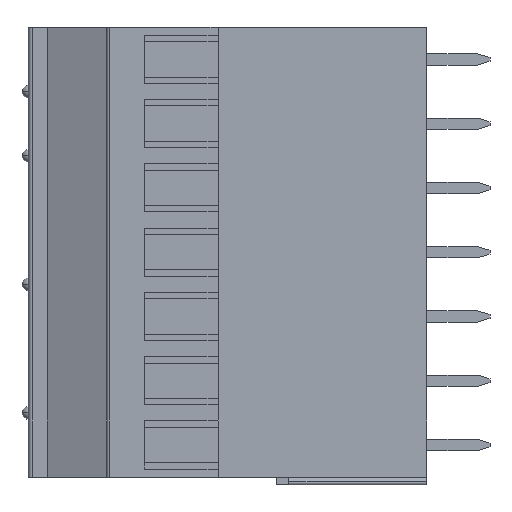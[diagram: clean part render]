
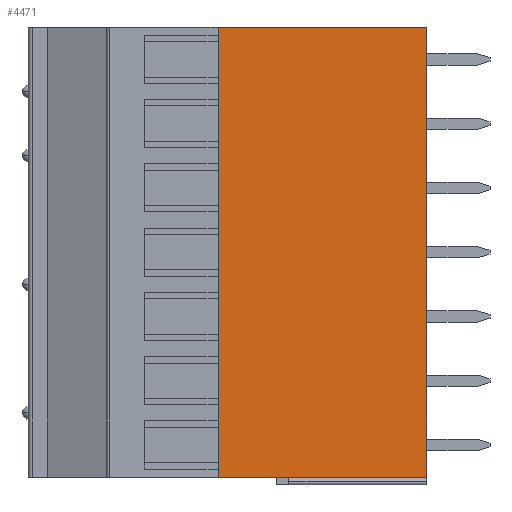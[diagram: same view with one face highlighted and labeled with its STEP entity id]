
A CAD part, left-side view. The second image highlights one B-rep face of the part: STEP entity #4471.
In plain terms, the highlighted planar face has unit normal (-1, 0, 0).
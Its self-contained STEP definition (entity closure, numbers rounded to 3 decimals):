
#40=DIRECTION('',(0.,-1.,0.));
#41=VECTOR('',#40,16.5);
#42=CARTESIAN_POINT('',(-5.55,0.75,33.02));
#43=LINE('',#42,#41);
#156=DIRECTION('',(0.,0.,-1.));
#157=VECTOR('',#156,35.56);
#158=CARTESIAN_POINT('',(-5.55,-15.75,33.02));
#159=LINE('',#158,#157);
#620=DIRECTION('',(0.,0.,-1.));
#621=VECTOR('',#620,35.56);
#622=CARTESIAN_POINT('',(-5.55,0.75,33.02));
#623=LINE('',#622,#621);
#688=DIRECTION('',(0.,-1.,0.));
#689=VECTOR('',#688,16.5);
#690=CARTESIAN_POINT('',(-5.55,0.75,-2.54));
#691=LINE('',#690,#689);
#2922=CARTESIAN_POINT('',(-5.55,0.75,33.02));
#2923=CARTESIAN_POINT('',(-5.55,-15.75,33.02));
#2924=VERTEX_POINT('',#2922);
#2925=VERTEX_POINT('',#2923);
#2946=CARTESIAN_POINT('',(-5.55,0.75,-2.54));
#2947=CARTESIAN_POINT('',(-5.55,-15.75,-2.54));
#2948=VERTEX_POINT('',#2946);
#2949=VERTEX_POINT('',#2947);
#4459=CARTESIAN_POINT('',(-5.55,0.75,33.02));
#4460=DIRECTION('',(-1.,0.,0.));
#4461=DIRECTION('',(0.,-1.,0.));
#4462=AXIS2_PLACEMENT_3D('',#4459,#4460,#4461);
#4463=PLANE('',#4462);
#4464=ORIENTED_EDGE('',*,*,#3767,.T.);
#4465=ORIENTED_EDGE('',*,*,#3856,.T.);
#4467=ORIENTED_EDGE('',*,*,#4466,.F.);
#4468=ORIENTED_EDGE('',*,*,#4244,.F.);
#4469=EDGE_LOOP('',(#4464,#4465,#4467,#4468));
#4470=FACE_OUTER_BOUND('',#4469,.F.);
#3767=EDGE_CURVE('',#2924,#2925,#43,.T.);
#3856=EDGE_CURVE('',#2925,#2949,#159,.T.);
#4244=EDGE_CURVE('',#2924,#2948,#623,.T.);
#4466=EDGE_CURVE('',#2948,#2949,#691,.T.);
#4471=ADVANCED_FACE('',(#4470),#4463,.T.);
